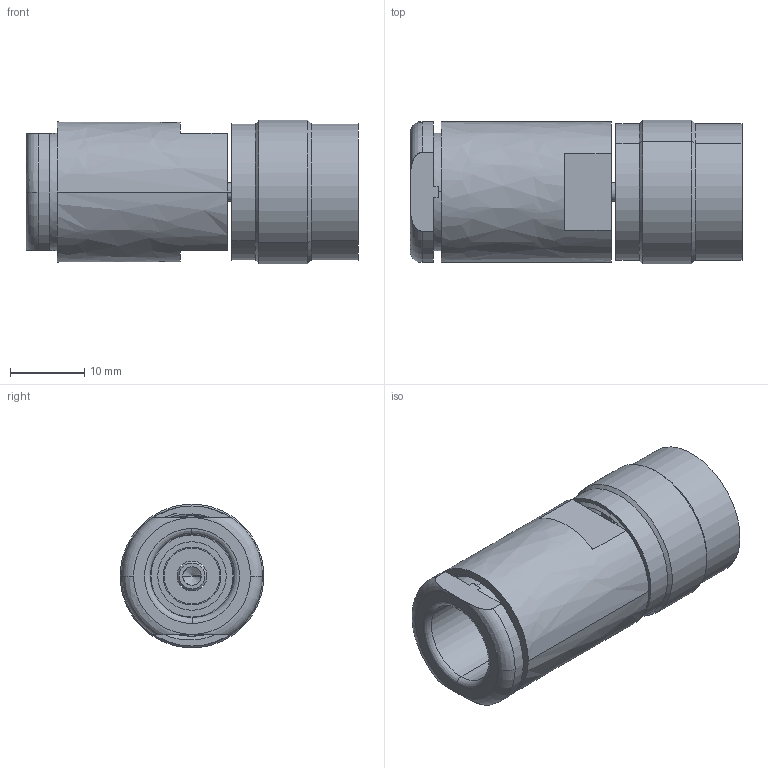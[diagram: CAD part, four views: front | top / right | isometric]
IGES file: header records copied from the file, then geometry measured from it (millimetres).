
Start section:  PTC IGES file: 082-532.igs
Global section: file name: 082-532.igs; native system: Pro/ENGINEER by Parametric Technology Corporation; preprocessor: 2008010; author: rkarthik; organization: Unknown; date: 20091218.164341; units: inch
Bounding box: 44.86 x 19.36 x 19.36 mm (x, y, z)
Surface area: 6011.9 mm2 (no closed solid volume)
Topology: 0 solids, 0 shells, 108 faces, 528 edges, 526 vertices
Faces by surface type: revolution 67, bspline 41
